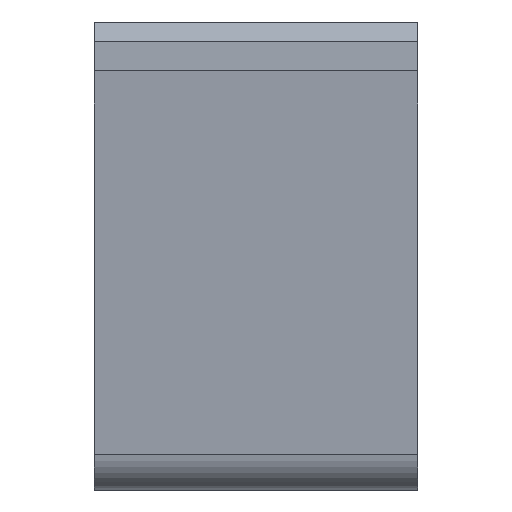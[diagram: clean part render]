
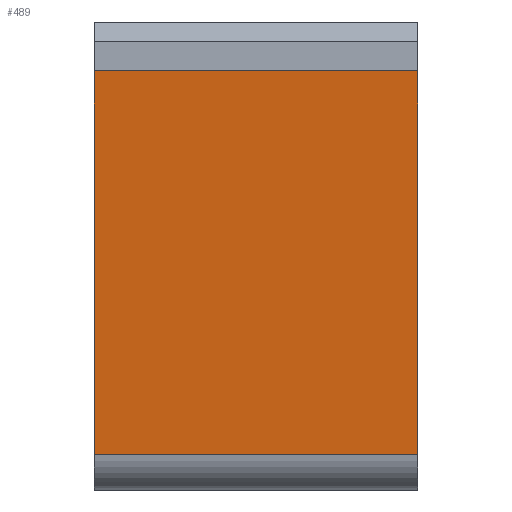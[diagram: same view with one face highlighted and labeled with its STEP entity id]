
A CAD part, front view. The second image highlights one B-rep face of the part: STEP entity #489.
In plain terms, the highlighted planar face has unit normal (0, -0.996, -0.087).
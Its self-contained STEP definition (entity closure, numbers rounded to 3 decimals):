
#29=PLANE('',#544);
#54=FACE_OUTER_BOUND('',#80,.T.);
#80=EDGE_LOOP('',(#422,#423,#424,#425));
#89=LINE('',#702,#142);
#109=LINE('',#757,#162);
#126=LINE('',#801,#179);
#133=LINE('',#815,#186);
#142=VECTOR('',#564,10.);
#162=VECTOR('',#608,10.);
#179=VECTOR('',#657,10.);
#186=VECTOR('',#672,10.);
#213=VERTEX_POINT('',#699);
#214=VERTEX_POINT('',#701);
#237=VERTEX_POINT('',#755);
#248=VERTEX_POINT('',#799);
#260=EDGE_CURVE('',#213,#214,#89,.T.);
#288=EDGE_CURVE('',#237,#213,#109,.T.);
#310=EDGE_CURVE('',#214,#248,#126,.T.);
#317=EDGE_CURVE('',#248,#237,#133,.T.);
#422=ORIENTED_EDGE('',*,*,#288,.F.);
#423=ORIENTED_EDGE('',*,*,#317,.F.);
#424=ORIENTED_EDGE('',*,*,#310,.F.);
#425=ORIENTED_EDGE('',*,*,#260,.F.);
#489=ADVANCED_FACE('',(#54),#29,.T.);
#544=AXIS2_PLACEMENT_3D('',#814,#670,#671);
#564=DIRECTION('',(0.,-0.087,0.996));
#608=DIRECTION('',(-1.,0.,0.));
#657=DIRECTION('',(1.,0.,0.));
#670=DIRECTION('center_axis',(0.,-0.996,-0.087));
#671=DIRECTION('ref_axis',(0.,0.087,-0.996));
#672=DIRECTION('',(0.,0.087,-0.996));
#699=CARTESIAN_POINT('',(-16.5,-66.835,-26.337));
#701=CARTESIAN_POINT('',(-16.5,-70.255,12.754));
#702=CARTESIAN_POINT('',(-16.5,-67.113,-23.158));
#755=CARTESIAN_POINT('',(16.5,-66.835,-26.337));
#757=CARTESIAN_POINT('',(-16.5,-66.835,-26.337));
#799=CARTESIAN_POINT('',(16.5,-70.255,12.754));
#801=CARTESIAN_POINT('',(-16.5,-70.255,12.754));
#814=CARTESIAN_POINT('Origin',(-16.5,-70.255,12.754));
#815=CARTESIAN_POINT('',(16.5,-69.244,1.197));
